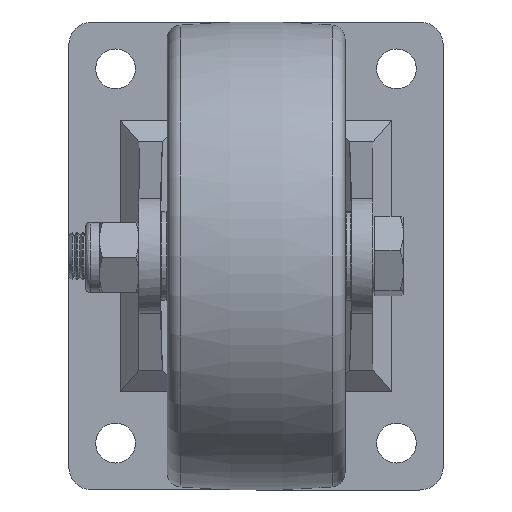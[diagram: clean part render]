
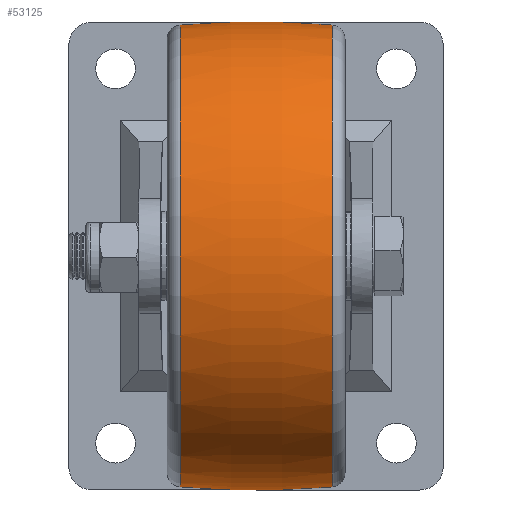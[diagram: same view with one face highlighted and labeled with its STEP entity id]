
A CAD part, front view. The second image highlights one B-rep face of the part: STEP entity #53125.
In plain terms, the highlighted toroidal (fillet/blend) face has major radius 300 mm and minor radius 400 mm.
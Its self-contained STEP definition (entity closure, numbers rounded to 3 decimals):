
#661 = DIRECTION ( 'NONE',  ( 0., 0., -1. ) ) ;
#1805 = CARTESIAN_POINT ( 'NONE',  ( 32.546, 0.956, 99.287 ) ) ;
#10710 = CIRCLE ( 'NONE', #27781, 400. ) ;
#13358 = DIRECTION ( 'NONE',  ( 1., 0., 0. ) ) ;
#14063 = EDGE_CURVE ( 'NONE', #61812, #47264, #19827, .T. ) ;
#15815 = DIRECTION ( 'NONE',  ( -1., 0., 0. ) ) ;
#19827 = CIRCLE ( 'NONE', #72290, 98.679 ) ;
#20782 = CARTESIAN_POINT ( 'NONE',  ( 0.058, 0.956, 0.609 ) ) ;
#21717 = ORIENTED_EDGE ( 'NONE', *, *, #66010, .F. ) ;
#27781 = AXIS2_PLACEMENT_3D ( 'NONE', #46683, #52365, #58082 ) ;
#28127 = CIRCLE ( 'NONE', #65365, 98.679 ) ;
#34505 = DIRECTION ( 'NONE',  ( 0., -1., 0. ) ) ;
#35259 = DIRECTION ( 'NONE',  ( -1., 0., 0. ) ) ;
#35285 = AXIS2_PLACEMENT_3D ( 'NONE', #20782, #15815, #71831 ) ;
#35363 = CARTESIAN_POINT ( 'NONE',  ( 32.546, 0.956, -98.07 ) ) ;
#41492 = DIRECTION ( 'NONE',  ( 0., 0., 1. ) ) ;
#42157 = ORIENTED_EDGE ( 'NONE', *, *, #53499, .T. ) ;
#43470 = AXIS2_PLACEMENT_3D ( 'NONE', #68531, #34505, #661 ) ;
#46505 = CARTESIAN_POINT ( 'NONE',  ( 32.546, 0.956, 0.609 ) ) ;
#46683 = CARTESIAN_POINT ( 'NONE',  ( 0.058, 0.956, 300.609 ) ) ;
#47264 = VERTEX_POINT ( 'NONE', #68880 ) ;
#48195 = ORIENTED_EDGE ( 'NONE', *, *, #14063, .T. ) ;
#48430 = CIRCLE ( 'NONE', #43470, 400. ) ;
#52365 = DIRECTION ( 'NONE',  ( 0., 1., 0. ) ) ;
#52784 = CARTESIAN_POINT ( 'NONE',  ( -32.429, 0.956, 0.609 ) ) ;
#53125 = ADVANCED_FACE ( 'NONE', ( #64495 ), #59176, .T. ) ;
#53499 = EDGE_CURVE ( 'NONE', #57692, #72146, #28127, .T. ) ;
#54860 = EDGE_CURVE ( 'NONE', #72146, #61812, #48430, .T. ) ;
#57692 = VERTEX_POINT ( 'NONE', #35363 ) ;
#58082 = DIRECTION ( 'NONE',  ( 0., 0., 1. ) ) ;
#59176 = TOROIDAL_SURFACE ( 'NONE', #35285, -300., 400. ) ;
#61812 = VERTEX_POINT ( 'NONE', #71134 ) ;
#63891 = DIRECTION ( 'NONE',  ( 0., 0., -1. ) ) ;
#64495 = FACE_OUTER_BOUND ( 'NONE', #71317, .T. ) ;
#65365 = AXIS2_PLACEMENT_3D ( 'NONE', #46505, #35259, #41492 ) ;
#66010 = EDGE_CURVE ( 'NONE', #57692, #47264, #10710, .T. ) ;
#68531 = CARTESIAN_POINT ( 'NONE',  ( 0.058, 0.956, -299.391 ) ) ;
#68880 = CARTESIAN_POINT ( 'NONE',  ( -32.429, 0.956, -98.07 ) ) ;
#69536 = ORIENTED_EDGE ( 'NONE', *, *, #54860, .T. ) ;
#71134 = CARTESIAN_POINT ( 'NONE',  ( -32.429, 0.956, 99.287 ) ) ;
#71317 = EDGE_LOOP ( 'NONE', ( #21717, #42157, #69536, #48195 ) ) ;
#71831 = DIRECTION ( 'NONE',  ( 0., 0., 1. ) ) ;
#72146 = VERTEX_POINT ( 'NONE', #1805 ) ;
#72290 = AXIS2_PLACEMENT_3D ( 'NONE', #52784, #13358, #63891 ) ;
